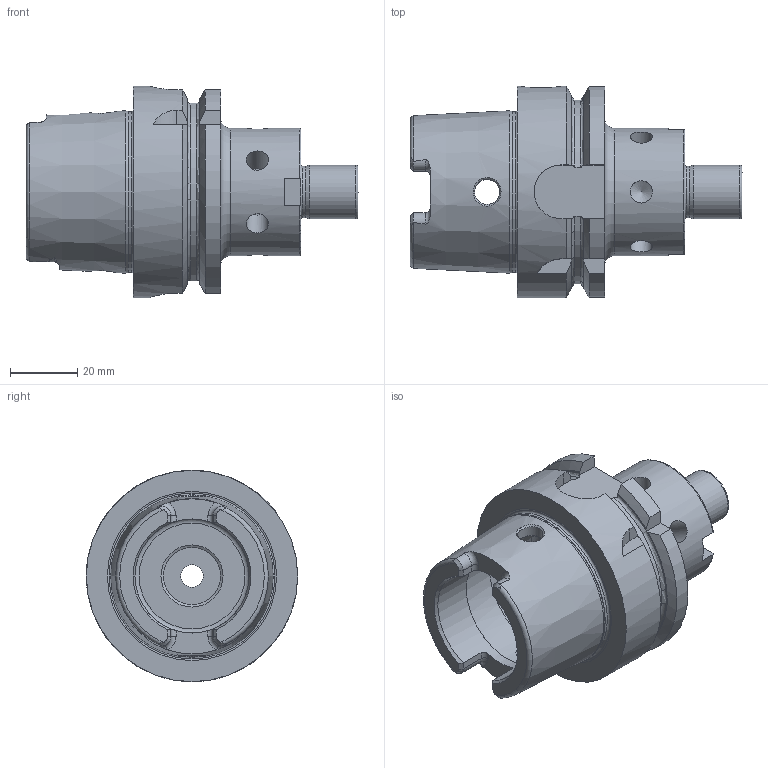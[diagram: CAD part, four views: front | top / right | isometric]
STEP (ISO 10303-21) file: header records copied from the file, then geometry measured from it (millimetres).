
FILE_DESCRIPTION((''),'2;1');
FILE_NAME('606305-21.stp','2014-01-09T09:22:35',('SCHUESSLER'),(''),'Autodesk Inventor 2012','Autodesk Inventor 2012','');
FILE_SCHEMA(('AUTOMOTIVE_DESIGN { 1 0 10303 214 1 1 1 1 }'));
Length unit declared in the file: millimetre
Products named in the file (1): 606305-21
Bounding box: 99 x 63 x 63 mm (x, y, z)
Volume: 107312.9 mm3; surface area: 28919.3 mm2
Topology: 1 solids, 1 shells, 168 faces, 459 edges, 291 vertices
Faces by surface type: plane 52, cylinder 50, cone 37, torus 23, bspline 6
Full cylindrical faces by diameter (mm): 1.5 x4, 2.459 x2, 6.647 x6, 6.8 x1, 7.5 x2, 8.4 x1, 10 x1, 15.4 x1, 16 x1, 17 x1, 18.5 x1, 34 x2, 38 x1, 40 x1, 48.021 x1, 63 x1
Entity records: 5997 total; most frequent: CARTESIAN_POINT 2298, ORIENTED_EDGE 740, DIRECTION 730, EDGE_CURVE 370, AXIS2_PLACEMENT_3D 311, VERTEX_POINT 262, EDGE_LOOP 232, FACE_OUTER_BOUND 168
